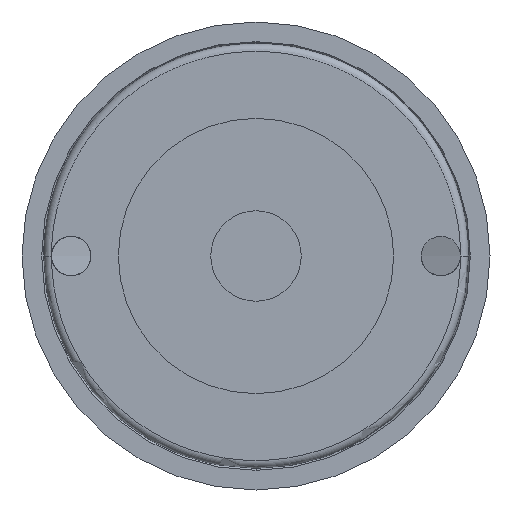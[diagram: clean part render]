
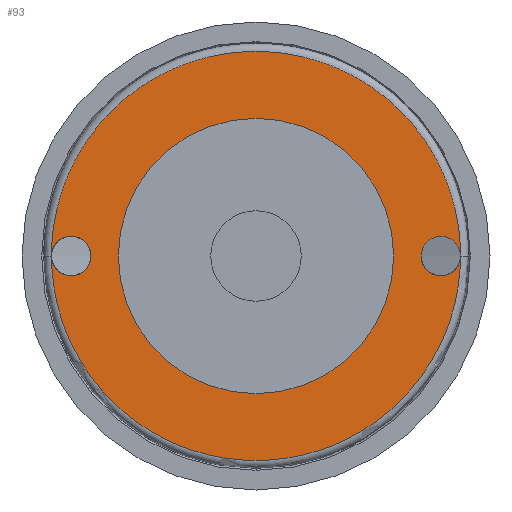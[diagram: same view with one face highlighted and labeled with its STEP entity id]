
A CAD part, front view. The second image highlights one B-rep face of the part: STEP entity #93.
In plain terms, the highlighted planar face has unit normal (0, 1, 0).
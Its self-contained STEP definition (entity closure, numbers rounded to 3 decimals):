
#93 = ADVANCED_FACE ( 'NONE', ( #898, #883, #896, #888 ), #1290, .T. ) ;
#163 = AXIS2_PLACEMENT_3D ( 'NONE', #1402, #1398, #1395 ) ;
#167 = AXIS2_PLACEMENT_3D ( 'NONE', #1437, #1435, #1433 ) ;
#172 = AXIS2_PLACEMENT_3D ( 'NONE', #1474, #1471, #1470 ) ;
#180 = AXIS2_PLACEMENT_3D ( 'NONE', #1521, #1519, #1516 ) ;
#185 = AXIS2_PLACEMENT_3D ( 'NONE', #1549, #1547, #1544 ) ;
#197 = CARTESIAN_POINT ( 'NONE',  ( 0., 7., -53. ) ) ;
#356 = AXIS2_PLACEMENT_3D ( 'NONE', #1594, #1592, #1588 ) ;
#360 = AXIS2_PLACEMENT_3D ( 'NONE', #1609, #1607, #1606 ) ;
#361 = AXIS2_PLACEMENT_3D ( 'NONE', #1618, #1616, #1615 ) ;
#732 = AXIS2_PLACEMENT_3D ( 'NONE', #1186, #1212, #1201 ) ;
#883 = FACE_BOUND ( 'NONE', #1247, .T. ) ;
#888 = FACE_BOUND ( 'NONE', #1596, .T. ) ;
#896 = FACE_BOUND ( 'NONE', #1583, .T. ) ;
#898 = FACE_OUTER_BOUND ( 'NONE', #1561, .T. ) ;
#1008 = CIRCLE ( 'NONE', #172, 53. ) ;
#1014 = CIRCLE ( 'NONE', #167, 5. ) ;
#1097 = VERTEX_POINT ( 'NONE', #1843 ) ;
#1104 = VERTEX_POINT ( 'NONE', #1823 ) ;
#1186 = CARTESIAN_POINT ( 'NONE',  ( 54., 7., 0. ) ) ;
#1201 = DIRECTION ( 'NONE',  ( 0., 0., 1. ) ) ;
#1212 = DIRECTION ( 'NONE',  ( 0., 1., 0. ) ) ;
#1247 = EDGE_LOOP ( 'NONE', ( #1613, #1600 ) ) ;
#1253 = EDGE_CURVE ( 'NONE', #1919, #1097, #2026, .T. ) ;
#1256 = EDGE_CURVE ( 'NONE', #1658, #1401, #2024, .T. ) ;
#1257 = EDGE_CURVE ( 'NONE', #1104, #1457, #2022, .T. ) ;
#1290 = PLANE ( 'NONE',  #732 ) ;
#1395 = DIRECTION ( 'NONE',  ( 0., 0., 1. ) ) ;
#1398 = DIRECTION ( 'NONE',  ( 0., 1., 0. ) ) ;
#1401 = VERTEX_POINT ( 'NONE', #1550 ) ;
#1402 = CARTESIAN_POINT ( 'NONE',  ( 0., 7., 47. ) ) ;
#1420 = VERTEX_POINT ( 'NONE', #1529 ) ;
#1433 = DIRECTION ( 'NONE',  ( 0., 0., 1. ) ) ;
#1435 = DIRECTION ( 'NONE',  ( 0., 1., 0. ) ) ;
#1437 = CARTESIAN_POINT ( 'NONE',  ( 0., 7., -47. ) ) ;
#1457 = VERTEX_POINT ( 'NONE', #1523 ) ;
#1458 = CARTESIAN_POINT ( 'NONE',  ( 0., 7., -42. ) ) ;
#1470 = DIRECTION ( 'NONE',  ( 0., 0., 1. ) ) ;
#1471 = DIRECTION ( 'NONE',  ( 0., 1., 0. ) ) ;
#1474 = CARTESIAN_POINT ( 'NONE',  ( 0., 7., 0. ) ) ;
#1516 = DIRECTION ( 'NONE',  ( 0., 0., -1. ) ) ;
#1518 = CARTESIAN_POINT ( 'NONE',  ( 0., 7., 8.086 ) ) ;
#1519 = DIRECTION ( 'NONE',  ( 0., -1., 0. ) ) ;
#1521 = CARTESIAN_POINT ( 'NONE',  ( 0., 7., 0. ) ) ;
#1523 = CARTESIAN_POINT ( 'NONE',  ( 0., 7., 42. ) ) ;
#1529 = CARTESIAN_POINT ( 'NONE',  ( 0., 7., -8.086 ) ) ;
#1544 = DIRECTION ( 'NONE',  ( 0., 0., -1. ) ) ;
#1547 = DIRECTION ( 'NONE',  ( 0., -1., 0. ) ) ;
#1549 = CARTESIAN_POINT ( 'NONE',  ( 0., 7., 0. ) ) ;
#1550 = CARTESIAN_POINT ( 'NONE',  ( 0., 7., -52. ) ) ;
#1561 = EDGE_LOOP ( 'NONE', ( #1631, #1595 ) ) ;
#1583 = EDGE_LOOP ( 'NONE', ( #1605, #1628 ) ) ;
#1588 = DIRECTION ( 'NONE',  ( 0., 0., 1. ) ) ;
#1592 = DIRECTION ( 'NONE',  ( 0., 1., 0. ) ) ;
#1594 = CARTESIAN_POINT ( 'NONE',  ( 0., 7., 47. ) ) ;
#1595 = ORIENTED_EDGE ( 'NONE', *, *, #1253, .T. ) ;
#1596 = EDGE_LOOP ( 'NONE', ( #1630, #1637 ) ) ;
#1600 = ORIENTED_EDGE ( 'NONE', *, *, #2002, .F. ) ;
#1605 = ORIENTED_EDGE ( 'NONE', *, *, #1257, .F. ) ;
#1606 = DIRECTION ( 'NONE',  ( 0., 0., 1. ) ) ;
#1607 = DIRECTION ( 'NONE',  ( 0., 1., 0. ) ) ;
#1609 = CARTESIAN_POINT ( 'NONE',  ( 0., 7., -47. ) ) ;
#1613 = ORIENTED_EDGE ( 'NONE', *, *, #1256, .F. ) ;
#1614 = VERTEX_POINT ( 'NONE', #1518 ) ;
#1615 = DIRECTION ( 'NONE',  ( 0., 0., 1. ) ) ;
#1616 = DIRECTION ( 'NONE',  ( 0., 1., 0. ) ) ;
#1618 = CARTESIAN_POINT ( 'NONE',  ( 0., 7., 0. ) ) ;
#1628 = ORIENTED_EDGE ( 'NONE', *, *, #2015, .F. ) ;
#1630 = ORIENTED_EDGE ( 'NONE', *, *, #1986, .T. ) ;
#1631 = ORIENTED_EDGE ( 'NONE', *, *, #1991, .T. ) ;
#1637 = ORIENTED_EDGE ( 'NONE', *, *, #1981, .T. ) ;
#1658 = VERTEX_POINT ( 'NONE', #1458 ) ;
#1823 = CARTESIAN_POINT ( 'NONE',  ( 0., 7., 52. ) ) ;
#1835 = CIRCLE ( 'NONE', #163, 5. ) ;
#1843 = CARTESIAN_POINT ( 'NONE',  ( 0., 7., 53. ) ) ;
#1851 = CIRCLE ( 'NONE', #180, 8.086 ) ;
#1856 = CIRCLE ( 'NONE', #185, 8.086 ) ;
#1919 = VERTEX_POINT ( 'NONE', #197 ) ;
#1981 = EDGE_CURVE ( 'NONE', #1614, #1420, #1856, .T. ) ;
#1986 = EDGE_CURVE ( 'NONE', #1420, #1614, #1851, .T. ) ;
#1991 = EDGE_CURVE ( 'NONE', #1097, #1919, #1008, .T. ) ;
#2002 = EDGE_CURVE ( 'NONE', #1401, #1658, #1014, .T. ) ;
#2015 = EDGE_CURVE ( 'NONE', #1457, #1104, #1835, .T. ) ;
#2022 = CIRCLE ( 'NONE', #356, 5. ) ;
#2024 = CIRCLE ( 'NONE', #360, 5. ) ;
#2026 = CIRCLE ( 'NONE', #361, 53. ) ;
